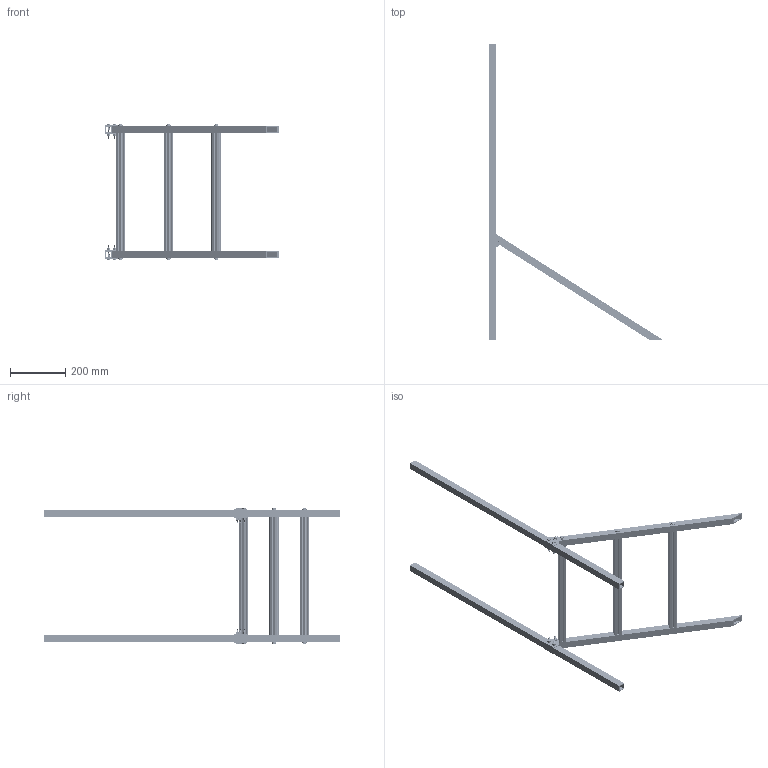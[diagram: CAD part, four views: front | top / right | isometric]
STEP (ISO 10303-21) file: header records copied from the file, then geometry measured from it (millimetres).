
FILE_DESCRIPTION(/* description */ (''),/* implementation_level */ '2;1');
FILE_NAME(/* name */ 'frame_1.stp',/* time_stamp */ '2020-01-05T10:02:24-05:00',/* author */ ('Hadley'),/* organization */ (''),/* preprocessor_version */ 'ST-DEVELOPER v17',/* originating_system */ 'Autodesk Inventor 2019',/* authorisation */ '');
FILE_SCHEMA (('AUTOMOTIVE_DESIGN { 1 0 10303 214 3 1 1 }'));
Products named in the file (8): frame_1; 1x1x42 Box Tube; angle_support; gusset; 8020; .25-20 screw; .25-20 nut; .25in washer
Assembly tree (47 placements, depth 2):
  frame_1
    1x1x42 Box Tube  x2
    angle_support  x2
    gusset  x4
    8020  x3
    .25-20 nut  x6
    .25-20 screw  x12
    .25in washer  x18
Bounding box: 625.94 x 1066.8 x 492.54 mm (x, y, z)
Volume: 1497224.3 mm3; surface area: 960128.5 mm2
Topology: 53 solids, 53 shells, 2307 faces, 6297 edges, 4192 vertices
Faces by surface type: cylinder 1389, plane 618, cone 258, bspline 24, torus 18
Full cylindrical faces by diameter (mm): 4.323 x3, 4.7 x456, 5.22 x6, 5.387 x24, 6.35 x534, 6.604 x18, 6.843 x6, 15.875 x18
Entity records: 17128 total; most frequent: CARTESIAN_POINT 9023, ORIENTED_EDGE 1686, DIRECTION 1552, EDGE_CURVE 843, AXIS2_PLACEMENT_3D 578, VERTEX_POINT 560, LINE 396, VECTOR 396
